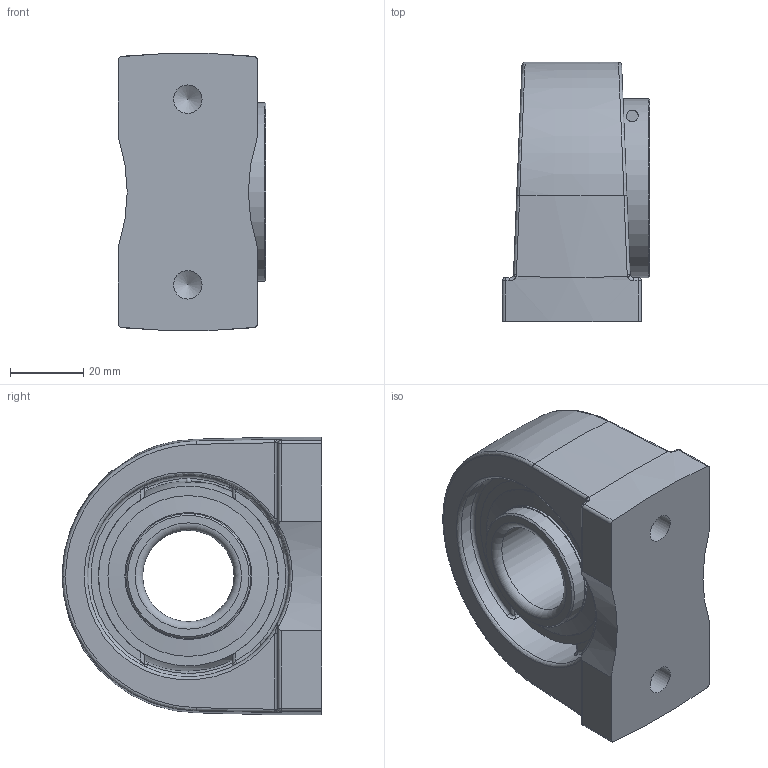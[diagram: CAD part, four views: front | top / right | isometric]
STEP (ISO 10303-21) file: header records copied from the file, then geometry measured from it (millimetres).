
FILE_DESCRIPTION(/* description */ ('Alibre Inc.'),/* implementation_level */ '2;1');
FILE_NAME(/* name */ 'export-A61A0F21-8776-4809-A965-C75CFC2C9511',/* time_stamp */ '2020-05-18T11:34:14-07:00',/* author */ (''),/* organization */ (''),/* preprocessor_version */ 'ST-DEVELOPER v17',/* originating_system */ 'Alibre',/* authorisation */ '');
FILE_SCHEMA (('CONFIG_CONTROL_DESIGN'));
Length unit declared in the file: inch
Bounding box: 40.3 x 71 x 76 mm (x, y, z)
Volume: 109796.9 mm3; surface area: 42674.5 mm2
Topology: 16 solids, 16 shells, 226 faces, 581 edges, 364 vertices
Faces by surface type: cylinder 62, plane 62, cone 31, torus 26, bspline 25, sphere 20
Full cylindrical faces by diameter (mm): 3.242 x2, 4 x1, 7 x1, 7.798 x2, 25 x1, 34.225 x4, 34.733 x2, 44 x4, 55.143 x2, 60.25 x1
Entity records: 11111 total; most frequent: CARTESIAN_POINT 5765, ORIENTED_EDGE 986, DIRECTION 790, EDGE_CURVE 493, AXIS2_PLACEMENT_3D 356, VERTEX_POINT 339, FACE_BOUND 280, EDGE_LOOP 269
